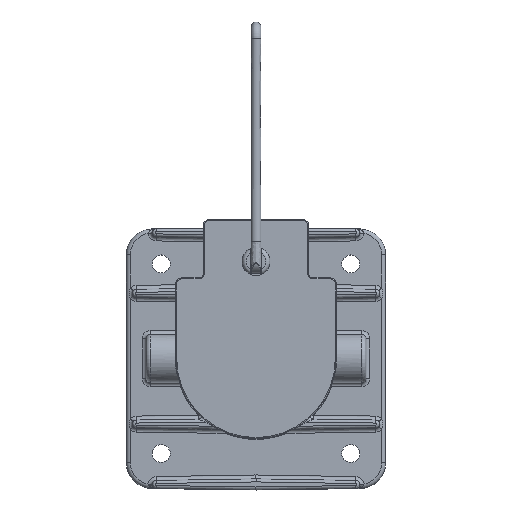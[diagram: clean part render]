
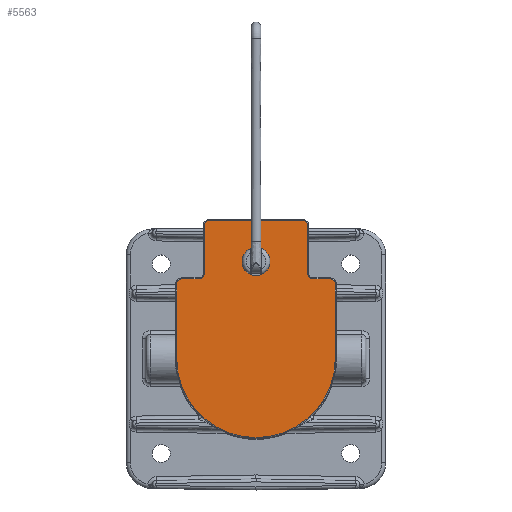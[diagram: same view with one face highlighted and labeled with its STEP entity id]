
A CAD part, top view. The second image highlights one B-rep face of the part: STEP entity #5563.
In plain terms, the highlighted planar face has unit normal (0, 0, 1).
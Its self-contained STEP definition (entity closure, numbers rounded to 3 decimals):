
#539=FACE_OUTER_BOUND('',#919,.T.);
#919=EDGE_LOOP('',(#3540,#3541,#3542,#3543,#3544,#3545,#3546,#3547,#3548,
#3549,#3550,#3551,#3552,#3553));
#1344=LINE('',#8591,#1588);
#1345=LINE('',#8595,#1589);
#1346=LINE('',#8599,#1590);
#1347=LINE('',#8603,#1591);
#1348=LINE('',#8607,#1592);
#1349=LINE('',#8611,#1593);
#1350=LINE('',#8614,#1594);
#1588=VECTOR('',#6796,10.);
#1589=VECTOR('',#6799,10.);
#1590=VECTOR('',#6802,10.);
#1591=VECTOR('',#6805,10.);
#1592=VECTOR('',#6808,10.);
#1593=VECTOR('',#6811,10.);
#1594=VECTOR('',#6814,10.);
#1832=CIRCLE('',#6015,2.5);
#1833=CIRCLE('',#6016,39.75);
#1834=CIRCLE('',#6017,2.5);
#1835=CIRCLE('',#6018,2.5);
#1836=CIRCLE('',#6019,2.5);
#1837=CIRCLE('',#6020,2.5);
#1838=CIRCLE('',#6021,2.5);
#2255=VERTEX_POINT('',#8587);
#2256=VERTEX_POINT('',#8588);
#2257=VERTEX_POINT('',#8590);
#2258=VERTEX_POINT('',#8592);
#2259=VERTEX_POINT('',#8594);
#2260=VERTEX_POINT('',#8596);
#2261=VERTEX_POINT('',#8598);
#2262=VERTEX_POINT('',#8600);
#2263=VERTEX_POINT('',#8602);
#2264=VERTEX_POINT('',#8604);
#2265=VERTEX_POINT('',#8606);
#2266=VERTEX_POINT('',#8608);
#2267=VERTEX_POINT('',#8610);
#2268=VERTEX_POINT('',#8612);
#2726=EDGE_CURVE('',#2255,#2256,#1832,.T.);
#2727=EDGE_CURVE('',#2257,#2255,#1344,.T.);
#2728=EDGE_CURVE('',#2258,#2257,#1833,.T.);
#2729=EDGE_CURVE('',#2259,#2258,#1345,.T.);
#2730=EDGE_CURVE('',#2260,#2259,#1834,.T.);
#2731=EDGE_CURVE('',#2261,#2260,#1346,.T.);
#2732=EDGE_CURVE('',#2262,#2261,#1835,.T.);
#2733=EDGE_CURVE('',#2263,#2262,#1347,.T.);
#2734=EDGE_CURVE('',#2264,#2263,#1836,.T.);
#2735=EDGE_CURVE('',#2265,#2264,#1348,.T.);
#2736=EDGE_CURVE('',#2266,#2265,#1837,.T.);
#2737=EDGE_CURVE('',#2267,#2266,#1349,.T.);
#2738=EDGE_CURVE('',#2268,#2267,#1838,.T.);
#2739=EDGE_CURVE('',#2256,#2268,#1350,.T.);
#3540=ORIENTED_EDGE('',*,*,#2726,.F.);
#3541=ORIENTED_EDGE('',*,*,#2727,.F.);
#3542=ORIENTED_EDGE('',*,*,#2728,.F.);
#3543=ORIENTED_EDGE('',*,*,#2729,.F.);
#3544=ORIENTED_EDGE('',*,*,#2730,.F.);
#3545=ORIENTED_EDGE('',*,*,#2731,.F.);
#3546=ORIENTED_EDGE('',*,*,#2732,.F.);
#3547=ORIENTED_EDGE('',*,*,#2733,.F.);
#3548=ORIENTED_EDGE('',*,*,#2734,.F.);
#3549=ORIENTED_EDGE('',*,*,#2735,.F.);
#3550=ORIENTED_EDGE('',*,*,#2736,.F.);
#3551=ORIENTED_EDGE('',*,*,#2737,.F.);
#3552=ORIENTED_EDGE('',*,*,#2738,.F.);
#3553=ORIENTED_EDGE('',*,*,#2739,.F.);
#5168=PLANE('',#6014);
#5563=ADVANCED_FACE('',(#539),#5168,.F.);
#6014=AXIS2_PLACEMENT_3D('',#8586,#6792,#6793);
#6015=AXIS2_PLACEMENT_3D('',#8589,#6794,#6795);
#6016=AXIS2_PLACEMENT_3D('',#8593,#6797,#6798);
#6017=AXIS2_PLACEMENT_3D('',#8597,#6800,#6801);
#6018=AXIS2_PLACEMENT_3D('',#8601,#6803,#6804);
#6019=AXIS2_PLACEMENT_3D('',#8605,#6806,#6807);
#6020=AXIS2_PLACEMENT_3D('',#8609,#6809,#6810);
#6021=AXIS2_PLACEMENT_3D('',#8613,#6812,#6813);
#6792=DIRECTION('center_axis',(0.,0.,-1.));
#6793=DIRECTION('ref_axis',(-1.,0.,0.));
#6794=DIRECTION('center_axis',(0.,0.,-1.));
#6795=DIRECTION('ref_axis',(-0.707,0.707,0.));
#6796=DIRECTION('',(0.,1.,0.));
#6797=DIRECTION('center_axis',(0.,0.,-1.));
#6798=DIRECTION('ref_axis',(0.,-1.,0.));
#6799=DIRECTION('',(0.,-1.,0.));
#6800=DIRECTION('center_axis',(0.,0.,-1.));
#6801=DIRECTION('ref_axis',(0.707,0.707,0.));
#6802=DIRECTION('',(1.,0.,0.));
#6803=DIRECTION('center_axis',(0.,0.,1.));
#6804=DIRECTION('ref_axis',(-0.707,-0.707,0.));
#6805=DIRECTION('',(0.,-1.,0.));
#6806=DIRECTION('center_axis',(0.,0.,-1.));
#6807=DIRECTION('ref_axis',(0.707,0.707,0.));
#6808=DIRECTION('',(1.,0.,0.));
#6809=DIRECTION('center_axis',(0.,0.,-1.));
#6810=DIRECTION('ref_axis',(-0.707,0.707,0.));
#6811=DIRECTION('',(0.,1.,0.));
#6812=DIRECTION('center_axis',(0.,0.,1.));
#6813=DIRECTION('ref_axis',(0.707,-0.707,0.));
#6814=DIRECTION('',(1.,0.,0.));
#8586=CARTESIAN_POINT('Origin',(0.,42.285,95.003));
#8587=CARTESIAN_POINT('',(-39.75,31.035,95.003));
#8588=CARTESIAN_POINT('',(-37.25,33.535,95.003));
#8589=CARTESIAN_POINT('Origin',(-37.25,31.035,95.003));
#8590=CARTESIAN_POINT('',(-39.75,-6.215,95.003));
#8591=CARTESIAN_POINT('',(-39.75,4.211,95.003));
#8592=CARTESIAN_POINT('',(39.75,-6.215,95.003));
#8593=CARTESIAN_POINT('Origin',(0.,-6.215,95.003));
#8594=CARTESIAN_POINT('',(39.75,31.035,95.003));
#8595=CARTESIAN_POINT('',(39.75,4.211,95.003));
#8596=CARTESIAN_POINT('',(37.25,33.535,95.003));
#8597=CARTESIAN_POINT('Origin',(37.25,31.035,95.003));
#8598=CARTESIAN_POINT('',(28.5,33.535,95.003));
#8599=CARTESIAN_POINT('',(7.268,33.535,95.003));
#8600=CARTESIAN_POINT('',(26.,36.035,95.003));
#8601=CARTESIAN_POINT('Origin',(28.5,36.035,95.003));
#8602=CARTESIAN_POINT('',(26.,60.285,95.003));
#8603=CARTESIAN_POINT('',(26.,24.336,95.003));
#8604=CARTESIAN_POINT('',(23.5,62.785,95.003));
#8605=CARTESIAN_POINT('Origin',(23.5,60.285,95.003));
#8606=CARTESIAN_POINT('',(-23.5,62.785,95.003));
#8607=CARTESIAN_POINT('',(-26.107,62.785,95.003));
#8608=CARTESIAN_POINT('',(-26.,60.285,95.003));
#8609=CARTESIAN_POINT('Origin',(-23.5,60.285,95.003));
#8610=CARTESIAN_POINT('',(-26.,36.035,95.003));
#8611=CARTESIAN_POINT('',(-26.,24.336,95.003));
#8612=CARTESIAN_POINT('',(-28.5,33.535,95.003));
#8613=CARTESIAN_POINT('Origin',(-28.5,36.035,95.003));
#8614=CARTESIAN_POINT('',(-32.982,33.535,95.003));
